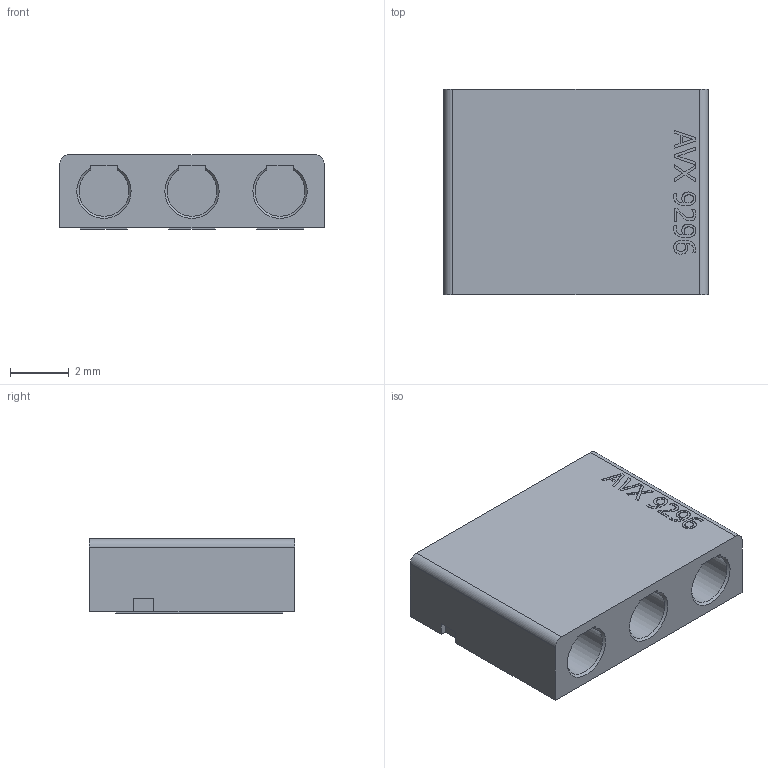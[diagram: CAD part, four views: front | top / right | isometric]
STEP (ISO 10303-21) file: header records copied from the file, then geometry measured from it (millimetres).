
FILE_DESCRIPTION(/* description */ (''),/* implementation_level */ '2;1');
FILE_NAME(/* name */ 'AVX 9296 9296003202906.step',/* time_stamp */ '2020-05-01T07:00:28+01:00',/* author */ (''),/* organization */ (''),/* preprocessor_version */ 'ST-DEVELOPER v18.1',/* originating_system */ 'Autodesk Translation Framework v9.2.0.1227',/* authorisation */ '');
FILE_SCHEMA (('AUTOMOTIVE_DESIGN { 1 0 10303 214 3 1 1 }'));
Length unit declared in the file: millimetre
Products named in the file (1): AVX 9296 n Way
Bounding box: 9 x 7 x 2.55 mm (x, y, z)
Volume: 116.4 mm3; surface area: 307.3 mm2
Topology: 1 solids, 1 shells, 238 faces, 657 edges, 438 vertices
Faces by surface type: bspline 136, plane 94, cylinder 5, cone 3
Entity records: 8879 total; most frequent: CARTESIAN_POINT 3658, ORIENTED_EDGE 1314, EDGE_CURVE 657, DIRECTION 598, VERTEX_POINT 438, LINE 366, VECTOR 366, B_SPLINE_CURVE_WITH_KNOTS 272
